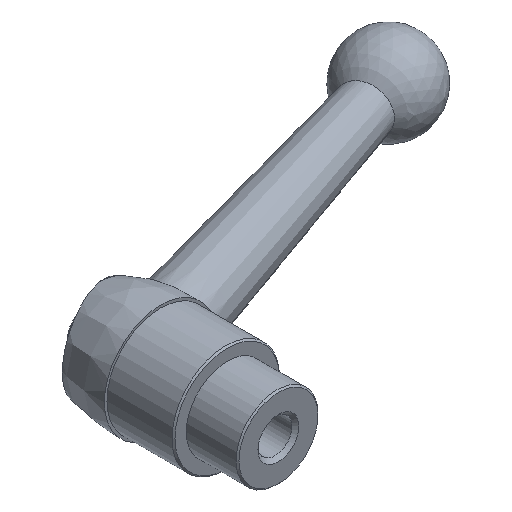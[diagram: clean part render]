
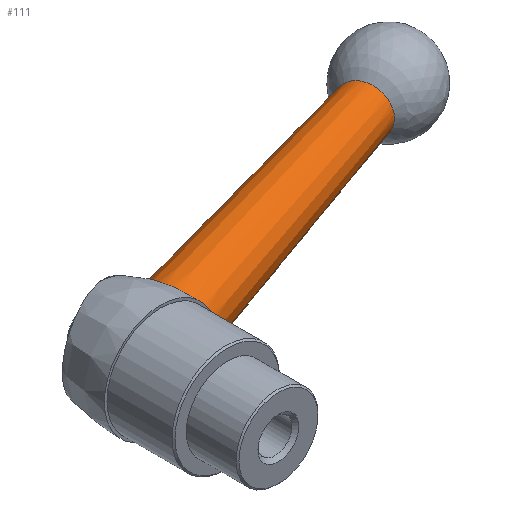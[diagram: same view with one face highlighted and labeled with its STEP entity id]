
A CAD part, isometric view. The second image highlights one B-rep face of the part: STEP entity #111.
In plain terms, the highlighted conical face has half-angle 1.827 degrees and reference radius 6.8 mm.
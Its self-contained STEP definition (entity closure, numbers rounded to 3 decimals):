
#111 = ADVANCED_FACE( '', ( #257, #258 ), #259, .T. );
#257 = FACE_BOUND( '', #446, .T. );
#258 = FACE_OUTER_BOUND( '', #447, .T. );
#259 = CONICAL_SURFACE( '', #448, 6.8, 0.032 );
#446 = EDGE_LOOP( '', ( #766 ) );
#447 = EDGE_LOOP( '', ( #767, #768 ) );
#448 = AXIS2_PLACEMENT_3D( '', #769, #770, #771 );
#766 = ORIENTED_EDGE( '', *, *, #1178, .F. );
#767 = ORIENTED_EDGE( '', *, *, #1179, .F. );
#768 = ORIENTED_EDGE( '', *, *, #1180, .T. );
#769 = CARTESIAN_POINT( '', ( 0., 27., 0. ) );
#770 = DIRECTION( '', ( -0.954, -0.301, 0. ) );
#771 = DIRECTION( '', ( 0.301, -0.954, 0. ) );
#1178 = EDGE_CURVE( '', #1426, #1426, #1427, .T. );
#1179 = EDGE_CURVE( '', #1428, #1429, #1430, .T. );
#1180 = EDGE_CURVE( '', #1428, #1429, #1431, .T. );
#1426 = VERTEX_POINT( '', #1735 );
#1427 = CIRCLE( '', #1736, 4.66 );
#1428 = VERTEX_POINT( '', #1737 );
#1429 = VERTEX_POINT( '', #1738 );
#1430 = B_SPLINE_CURVE_WITH_KNOTS( '', 3, ( #1739, #1740, #1741, #1742, #1743, #1744, #1745, #1746, #1747, #1748, #1749, #1750, #1751, #1752, #1753, #1754, #1755, #1756, #1757, #1758, #1759, #1760, #1761, #1762, #1763, #1764, #1765, #1766, #1767, #1768, #1769, #1770, #1771, #1772, #1773, #1774, #1775, #1776, #1777, #1778, #1779, #1780, #1781, #1782, #1783, #1784, #1785, #1786, #1787, #1788, #1789, #1790, #1791, #1792, #1793, #1794, #1795, #1796, #1797, #1798, #1799, #1800 ), .UNSPECIFIED., .F., .F., ( 4, 2, 2, 2, 2, 2, 2, 2, 2, 2, 2, 2, 2, 2, 2, 2, 2, 2, 2, 2, 2, 2, 2, 2, 2, 2, 2, 2, 2, 2, 4 ), ( 0., 0.002, 0.003, 0.004, 0.005, 0.006, 0.007, 0.008, 0.009, 0.01, 0.011, 0.012, 0.013, 0.014, 0.015, 0.016, 0.017, 0.018, 0.019, 0.02, 0.021, 0.022, 0.023, 0.024, 0.025, 0.026, 0.027, 0.028, 0.029, 0.03, 0.032 ), .UNSPECIFIED. );
#1431 = B_SPLINE_CURVE_WITH_KNOTS( '', 3, ( #1801, #1802, #1803, #1804, #1805, #1806, #1807, #1808, #1809, #1810, #1811, #1812, #1813, #1814 ), .UNSPECIFIED., .F., .F., ( 4, 2, 2, 2, 2, 2, 4 ), ( 0., 0.002, 0.004, 0.005, 0.006, 0.008, 0.009 ), .UNSPECIFIED. );
#1735 = CARTESIAN_POINT( '', ( 62.585, 51.619, 0. ) );
#1736 = AXIS2_PLACEMENT_3D( '', #2193, #2194, #2195 );
#1737 = CARTESIAN_POINT( '', ( 8.069, 34.9, -3.985 ) );
#1738 = CARTESIAN_POINT( '', ( 8.069, 34.9, 3.985 ) );
#1739 = CARTESIAN_POINT( '', ( 8.069, 34.9, -3.985 ) );
#1740 = CARTESIAN_POINT( '', ( 8.02, 34.462, -4.511 ) );
#1741 = CARTESIAN_POINT( '', ( 7.979, 33.958, -4.961 ) );
#1742 = CARTESIAN_POINT( '', ( 7.962, 33.108, -5.53 ) );
#1743 = CARTESIAN_POINT( '', ( 7.964, 32.809, -5.7 ) );
#1744 = CARTESIAN_POINT( '', ( 7.987, 32.199, -5.993 ) );
#1745 = CARTESIAN_POINT( '', ( 8.009, 31.885, -6.117 ) );
#1746 = CARTESIAN_POINT( '', ( 8.075, 31.241, -6.319 ) );
#1747 = CARTESIAN_POINT( '', ( 8.121, 30.907, -6.396 ) );
#1748 = CARTESIAN_POINT( '', ( 8.236, 30.245, -6.498 ) );
#1749 = CARTESIAN_POINT( '', ( 8.305, 29.915, -6.522 ) );
#1750 = CARTESIAN_POINT( '', ( 8.466, 29.258, -6.518 ) );
#1751 = CARTESIAN_POINT( '', ( 8.559, 28.927, -6.488 ) );
#1752 = CARTESIAN_POINT( '', ( 8.762, 28.285, -6.376 ) );
#1753 = CARTESIAN_POINT( '', ( 8.871, 27.975, -6.294 ) );
#1754 = CARTESIAN_POINT( '', ( 9.1, 27.373, -6.079 ) );
#1755 = CARTESIAN_POINT( '', ( 9.222, 27.08, -5.944 ) );
#1756 = CARTESIAN_POINT( '', ( 9.467, 26.526, -5.63 ) );
#1757 = CARTESIAN_POINT( '', ( 9.59, 26.265, -5.451 ) );
#1758 = CARTESIAN_POINT( '', ( 9.832, 25.774, -5.05 ) );
#1759 = CARTESIAN_POINT( '', ( 9.953, 25.542, -4.827 ) );
#1760 = CARTESIAN_POINT( '', ( 10.181, 25.117, -4.344 ) );
#1761 = CARTESIAN_POINT( '', ( 10.289, 24.924, -4.087 ) );
#1762 = CARTESIAN_POINT( '', ( 10.488, 24.576, -3.541 ) );
#1763 = CARTESIAN_POINT( '', ( 10.58, 24.42, -3.251 ) );
#1764 = CARTESIAN_POINT( '', ( 10.742, 24.149, -2.643 ) );
#1765 = CARTESIAN_POINT( '', ( 10.811, 24.037, -2.33 ) );
#1766 = CARTESIAN_POINT( '', ( 10.923, 23.855, -1.688 ) );
#1767 = CARTESIAN_POINT( '', ( 10.966, 23.786, -1.359 ) );
#1768 = CARTESIAN_POINT( '', ( 11.025, 23.693, -0.682 ) );
#1769 = CARTESIAN_POINT( '', ( 11.04, 23.67, -0.342 ) );
#1770 = CARTESIAN_POINT( '', ( 11.04, 23.669, 0.335 ) );
#1771 = CARTESIAN_POINT( '', ( 11.025, 23.692, 0.673 ) );
#1772 = CARTESIAN_POINT( '', ( 10.967, 23.784, 1.348 ) );
#1773 = CARTESIAN_POINT( '', ( 10.924, 23.854, 1.681 ) );
#1774 = CARTESIAN_POINT( '', ( 10.812, 24.035, 2.325 ) );
#1775 = CARTESIAN_POINT( '', ( 10.743, 24.147, 2.637 ) );
#1776 = CARTESIAN_POINT( '', ( 10.582, 24.416, 3.243 ) );
#1777 = CARTESIAN_POINT( '', ( 10.49, 24.573, 3.536 ) );
#1778 = CARTESIAN_POINT( '', ( 10.291, 24.921, 4.083 ) );
#1779 = CARTESIAN_POINT( '', ( 10.183, 25.113, 4.34 ) );
#1780 = CARTESIAN_POINT( '', ( 9.955, 25.537, 4.822 ) );
#1781 = CARTESIAN_POINT( '', ( 9.834, 25.77, 5.046 ) );
#1782 = CARTESIAN_POINT( '', ( 9.592, 26.261, 5.448 ) );
#1783 = CARTESIAN_POINT( '', ( 9.469, 26.521, 5.627 ) );
#1784 = CARTESIAN_POINT( '', ( 9.226, 27.071, 5.94 ) );
#1785 = CARTESIAN_POINT( '', ( 9.104, 27.365, 6.075 ) );
#1786 = CARTESIAN_POINT( '', ( 8.873, 27.967, 6.292 ) );
#1787 = CARTESIAN_POINT( '', ( 8.764, 28.277, 6.374 ) );
#1788 = CARTESIAN_POINT( '', ( 8.563, 28.913, 6.487 ) );
#1789 = CARTESIAN_POINT( '', ( 8.47, 29.243, 6.517 ) );
#1790 = CARTESIAN_POINT( '', ( 8.307, 29.907, 6.523 ) );
#1791 = CARTESIAN_POINT( '', ( 8.237, 30.238, 6.498 ) );
#1792 = CARTESIAN_POINT( '', ( 8.122, 30.898, 6.398 ) );
#1793 = CARTESIAN_POINT( '', ( 8.077, 31.231, 6.321 ) );
#1794 = CARTESIAN_POINT( '', ( 8.009, 31.88, 6.119 ) );
#1795 = CARTESIAN_POINT( '', ( 7.988, 32.195, 5.995 ) );
#1796 = CARTESIAN_POINT( '', ( 7.964, 32.807, 5.701 ) );
#1797 = CARTESIAN_POINT( '', ( 7.962, 33.106, 5.531 ) );
#1798 = CARTESIAN_POINT( '', ( 7.979, 33.957, 4.962 ) );
#1799 = CARTESIAN_POINT( '', ( 8.02, 34.462, 4.511 ) );
#1800 = CARTESIAN_POINT( '', ( 8.069, 34.9, 3.985 ) );
#1801 = CARTESIAN_POINT( '', ( 8.069, 34.9, -3.985 ) );
#1802 = CARTESIAN_POINT( '', ( 8.072, 35.359, -3.418 ) );
#1803 = CARTESIAN_POINT( '', ( 8.128, 35.724, -2.8 ) );
#1804 = CARTESIAN_POINT( '', ( 8.224, 36.24, -1.44 ) );
#1805 = CARTESIAN_POINT( '', ( 8.26, 36.376, -0.736 ) );
#1806 = CARTESIAN_POINT( '', ( 8.261, 36.377, 0.357 ) );
#1807 = CARTESIAN_POINT( '', ( 8.252, 36.343, 0.719 ) );
#1808 = CARTESIAN_POINT( '', ( 8.222, 36.211, 1.426 ) );
#1809 = CARTESIAN_POINT( '', ( 8.2, 36.113, 1.775 ) );
#1810 = CARTESIAN_POINT( '', ( 8.153, 35.855, 2.454 ) );
#1811 = CARTESIAN_POINT( '', ( 8.127, 35.699, 2.779 ) );
#1812 = CARTESIAN_POINT( '', ( 8.086, 35.337, 3.402 ) );
#1813 = CARTESIAN_POINT( '', ( 8.071, 35.129, 3.702 ) );
#1814 = CARTESIAN_POINT( '', ( 8.069, 34.9, 3.985 ) );
#2193 = CARTESIAN_POINT( '', ( 63.986, 47.175, 0. ) );
#2194 = DIRECTION( '', ( 0.954, 0.301, 0. ) );
#2195 = DIRECTION( '', ( -0.301, 0.954, 0. ) );
